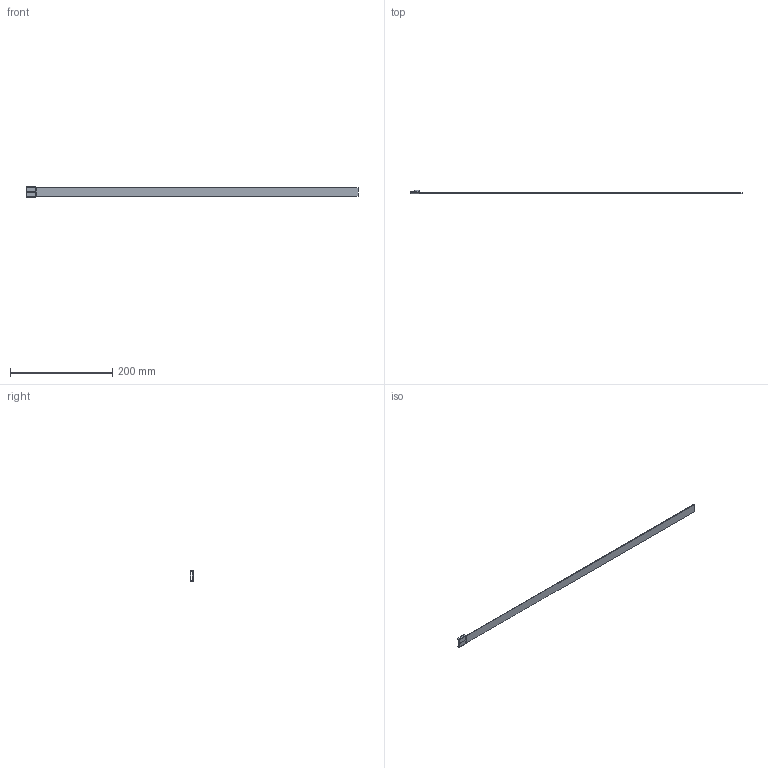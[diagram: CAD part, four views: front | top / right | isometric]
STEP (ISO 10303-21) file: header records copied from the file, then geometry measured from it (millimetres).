
FILE_DESCRIPTION (( 'STEP AP214' ), '1' );
FILE_NAME ('6490174_KSTP1.stp', '2018-06-25T13:02:08', ( '' ), ( '' ), 'SwSTEP 2.0', 'SolidWorks 2016', '' );
FILE_SCHEMA (( 'AUTOMOTIVE_DESIGN' ));
Length unit declared in the file: millimetre
Products named in the file (3): 104000_Spannband in Fixl„ngen L=650; EP546_Standard; 6490174_KSTP1
Assembly tree (2 placements, depth 2):
  6490174_KSTP1
    EP546_Standard
    104000_Spannband in Fixl„ngen L=650
Bounding box: 650.71 x 6 x 19.98 mm (x, y, z)
Volume: 13919.4 mm3; surface area: 25165.5 mm2
Topology: 2 solids, 2 shells, 64 faces, 132 edges, 72 vertices
Faces by surface type: plane 52, cylinder 12
Entity records: 1726 total; most frequent: DIRECTION 294, CARTESIAN_POINT 273, ORIENTED_EDGE 264, EDGE_CURVE 132, VECTOR 108, LINE 108, AXIS2_PLACEMENT_3D 93, VERTEX_POINT 72
